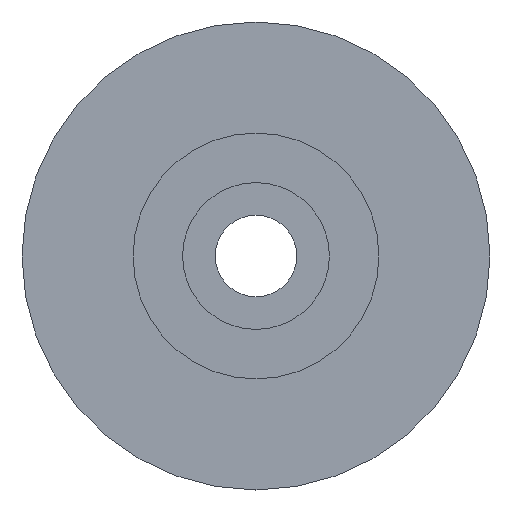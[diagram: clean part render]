
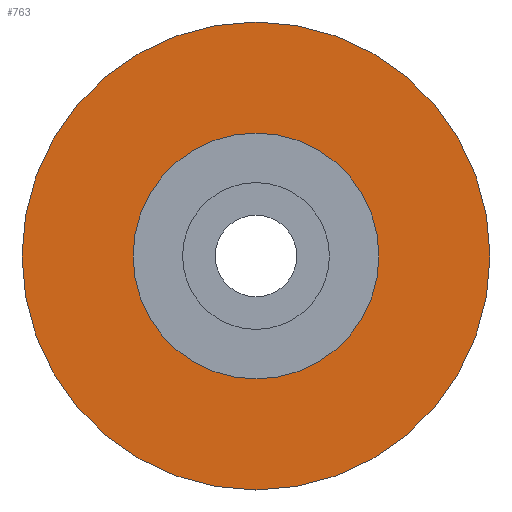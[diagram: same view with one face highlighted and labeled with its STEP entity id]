
A CAD part, front view. The second image highlights one B-rep face of the part: STEP entity #763.
In plain terms, the highlighted planar face has unit normal (0, -1, 0).
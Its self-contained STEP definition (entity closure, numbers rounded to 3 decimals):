
#562 = CYLINDRICAL_SURFACE('',#563,18.65);
#563 = AXIS2_PLACEMENT_3D('',#564,#565,#566);
#564 = CARTESIAN_POINT('',(0.,4.,0.));
#565 = DIRECTION('',(0.,1.,0.));
#566 = DIRECTION('',(1.,0.,0.));
#670 = VERTEX_POINT('',#671);
#671 = CARTESIAN_POINT('',(18.65,-4.,0.));
#692 = EDGE_CURVE('',#670,#670,#693,.T.);
#693 = SURFACE_CURVE('',#694,(#699,#706),.PCURVE_S1.);
#694 = CIRCLE('',#695,18.65);
#695 = AXIS2_PLACEMENT_3D('',#696,#697,#698);
#696 = CARTESIAN_POINT('',(0.,-4.,0.));
#697 = DIRECTION('',(0.,-1.,0.));
#698 = DIRECTION('',(1.,0.,0.));
#699 = PCURVE('',#562,#700);
#700 = DEFINITIONAL_REPRESENTATION('',(#701),#705);
#701 = LINE('',#702,#703);
#702 = CARTESIAN_POINT('',(0.,-8.));
#703 = VECTOR('',#704,1.);
#704 = DIRECTION('',(-1.,0.));
#705 = ( GEOMETRIC_REPRESENTATION_CONTEXT(2) 
PARAMETRIC_REPRESENTATION_CONTEXT() REPRESENTATION_CONTEXT('2D SPACE',''
  ) );
#706 = PCURVE('',#707,#712);
#707 = PLANE('',#708);
#708 = AXIS2_PLACEMENT_3D('',#709,#710,#711);
#709 = CARTESIAN_POINT('',(18.65,-4.,0.));
#710 = DIRECTION('',(0.,1.,0.));
#711 = DIRECTION('',(0.,0.,1.));
#712 = DEFINITIONAL_REPRESENTATION('',(#713),#721);
#713 = ( BOUNDED_CURVE() B_SPLINE_CURVE(2,(#714,#715,#716,#717,#718,#719
,#720),.UNSPECIFIED.,.F.,.F.) B_SPLINE_CURVE_WITH_KNOTS((1,2,2,2,2,1),(
    -2.094,0.,2.094,4.189,6.283,
8.378),.UNSPECIFIED.) CURVE() GEOMETRIC_REPRESENTATION_ITEM() 
RATIONAL_B_SPLINE_CURVE((1.,0.5,1.,0.5,1.,0.5,1.)) REPRESENTATION_ITEM(
  '') );
#714 = CARTESIAN_POINT('',(0.,0.));
#715 = CARTESIAN_POINT('',(32.303,0.));
#716 = CARTESIAN_POINT('',(16.151,-27.975));
#717 = CARTESIAN_POINT('',(0.,-55.95));
#718 = CARTESIAN_POINT('',(-16.151,-27.975));
#719 = CARTESIAN_POINT('',(-32.303,0.));
#720 = CARTESIAN_POINT('',(0.,0.));
#721 = ( GEOMETRIC_REPRESENTATION_CONTEXT(2) 
PARAMETRIC_REPRESENTATION_CONTEXT() REPRESENTATION_CONTEXT('2D SPACE',''
  ) );
#763 = ADVANCED_FACE('',(#764,#827),#707,.F.);
#764 = FACE_BOUND('',#765,.F.);
#765 = EDGE_LOOP('',(#766,#801));
#766 = ORIENTED_EDGE('',*,*,#767,.T.);
#767 = EDGE_CURVE('',#768,#770,#772,.T.);
#768 = VERTEX_POINT('',#769);
#769 = CARTESIAN_POINT('',(0.,-4.,-9.8));
#770 = VERTEX_POINT('',#771);
#771 = CARTESIAN_POINT('',(9.8,-4.,0.));
#772 = SURFACE_CURVE('',#773,(#778,#789),.PCURVE_S1.);
#773 = CIRCLE('',#774,9.8);
#774 = AXIS2_PLACEMENT_3D('',#775,#776,#777);
#775 = CARTESIAN_POINT('',(0.,-4.,0.));
#776 = DIRECTION('',(0.,-1.,0.));
#777 = DIRECTION('',(0.,0.,-1.));
#778 = PCURVE('',#707,#779);
#779 = DEFINITIONAL_REPRESENTATION('',(#780),#788);
#780 = ( BOUNDED_CURVE() B_SPLINE_CURVE(2,(#781,#782,#783,#784,#785,#786
,#787),.UNSPECIFIED.,.F.,.F.) B_SPLINE_CURVE_WITH_KNOTS((1,2,2,2,2,1),(
    -2.094,0.,2.094,4.189,6.283,
8.378),.UNSPECIFIED.) CURVE() GEOMETRIC_REPRESENTATION_ITEM() 
RATIONAL_B_SPLINE_CURVE((1.,0.5,1.,0.5,1.,0.5,1.)) REPRESENTATION_ITEM(
  '') );
#781 = CARTESIAN_POINT('',(-9.8,-18.65));
#782 = CARTESIAN_POINT('',(-9.8,-1.676));
#783 = CARTESIAN_POINT('',(4.9,-10.163));
#784 = CARTESIAN_POINT('',(19.6,-18.65));
#785 = CARTESIAN_POINT('',(4.9,-27.137));
#786 = CARTESIAN_POINT('',(-9.8,-35.624));
#787 = CARTESIAN_POINT('',(-9.8,-18.65));
#788 = ( GEOMETRIC_REPRESENTATION_CONTEXT(2) 
PARAMETRIC_REPRESENTATION_CONTEXT() REPRESENTATION_CONTEXT('2D SPACE',''
  ) );
#789 = PCURVE('',#790,#795);
#790 = CYLINDRICAL_SURFACE('',#791,9.8);
#791 = AXIS2_PLACEMENT_3D('',#792,#793,#794);
#792 = CARTESIAN_POINT('',(0.,-4.25,0.));
#793 = DIRECTION('',(0.,-1.,0.));
#794 = DIRECTION('',(1.,0.,0.));
#795 = DEFINITIONAL_REPRESENTATION('',(#796),#800);
#796 = LINE('',#797,#798);
#797 = CARTESIAN_POINT('',(4.712,-0.25));
#798 = VECTOR('',#799,1.);
#799 = DIRECTION('',(1.,0.));
#800 = ( GEOMETRIC_REPRESENTATION_CONTEXT(2) 
PARAMETRIC_REPRESENTATION_CONTEXT() REPRESENTATION_CONTEXT('2D SPACE',''
  ) );
#801 = ORIENTED_EDGE('',*,*,#802,.T.);
#802 = EDGE_CURVE('',#770,#768,#803,.T.);
#803 = SURFACE_CURVE('',#804,(#809,#820),.PCURVE_S1.);
#804 = CIRCLE('',#805,9.8);
#805 = AXIS2_PLACEMENT_3D('',#806,#807,#808);
#806 = CARTESIAN_POINT('',(0.,-4.,0.));
#807 = DIRECTION('',(0.,-1.,0.));
#808 = DIRECTION('',(0.,0.,-1.));
#809 = PCURVE('',#707,#810);
#810 = DEFINITIONAL_REPRESENTATION('',(#811),#819);
#811 = ( BOUNDED_CURVE() B_SPLINE_CURVE(2,(#812,#813,#814,#815,#816,#817
,#818),.UNSPECIFIED.,.F.,.F.) B_SPLINE_CURVE_WITH_KNOTS((1,2,2,2,2,1),(
    -2.094,0.,2.094,4.189,6.283,
8.378),.UNSPECIFIED.) CURVE() GEOMETRIC_REPRESENTATION_ITEM() 
RATIONAL_B_SPLINE_CURVE((1.,0.5,1.,0.5,1.,0.5,1.)) REPRESENTATION_ITEM(
  '') );
#812 = CARTESIAN_POINT('',(-9.8,-18.65));
#813 = CARTESIAN_POINT('',(-9.8,-1.676));
#814 = CARTESIAN_POINT('',(4.9,-10.163));
#815 = CARTESIAN_POINT('',(19.6,-18.65));
#816 = CARTESIAN_POINT('',(4.9,-27.137));
#817 = CARTESIAN_POINT('',(-9.8,-35.624));
#818 = CARTESIAN_POINT('',(-9.8,-18.65));
#819 = ( GEOMETRIC_REPRESENTATION_CONTEXT(2) 
PARAMETRIC_REPRESENTATION_CONTEXT() REPRESENTATION_CONTEXT('2D SPACE',''
  ) );
#820 = PCURVE('',#790,#821);
#821 = DEFINITIONAL_REPRESENTATION('',(#822),#826);
#822 = LINE('',#823,#824);
#823 = CARTESIAN_POINT('',(-1.571,-0.25));
#824 = VECTOR('',#825,1.);
#825 = DIRECTION('',(1.,0.));
#826 = ( GEOMETRIC_REPRESENTATION_CONTEXT(2) 
PARAMETRIC_REPRESENTATION_CONTEXT() REPRESENTATION_CONTEXT('2D SPACE',''
  ) );
#827 = FACE_BOUND('',#828,.F.);
#828 = EDGE_LOOP('',(#829));
#829 = ORIENTED_EDGE('',*,*,#692,.F.);
